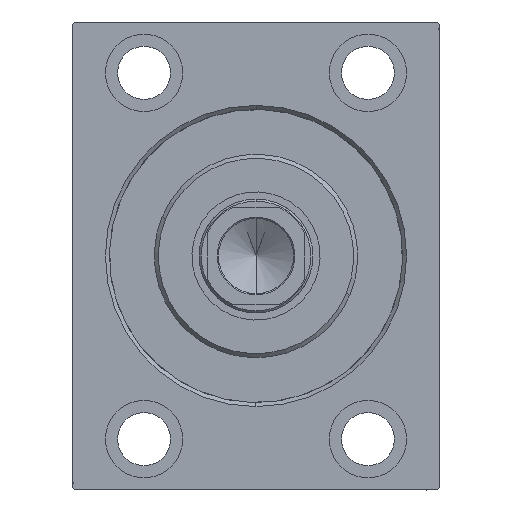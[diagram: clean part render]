
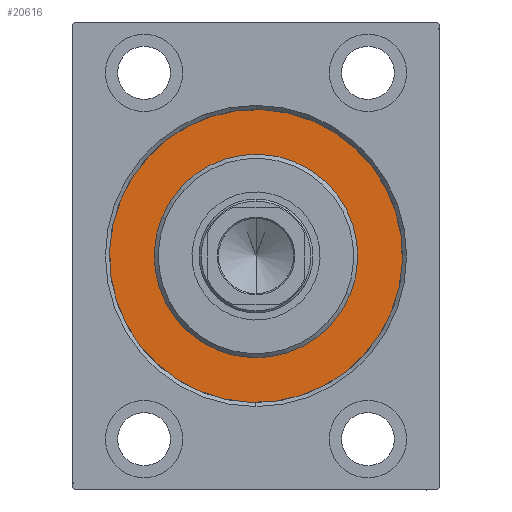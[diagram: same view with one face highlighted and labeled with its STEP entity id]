
A CAD part, left-side view. The second image highlights one B-rep face of the part: STEP entity #20616.
In plain terms, the highlighted face is planar.
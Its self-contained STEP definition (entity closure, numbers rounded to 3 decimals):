
#518 = CARTESIAN_POINT ( 'NONE',  ( 0., 0., 0. ) ) ;
#593 = FACE_BOUND ( 'NONE', #17877, .T. ) ;
#1117 = VERTEX_POINT ( 'NONE', #22954 ) ;
#1311 = AXIS2_PLACEMENT_3D ( 'NONE', #33887, #17129, #40063 ) ;
#1672 = AXIS2_PLACEMENT_3D ( 'NONE', #4571, #4785, #21551 ) ;
#2082 = DIRECTION ( 'NONE',  ( -1., 0., 0. ) ) ;
#2083 = ORIENTED_EDGE ( 'NONE', *, *, #22138, .F. ) ;
#2945 = CARTESIAN_POINT ( 'NONE',  ( 0., 0., 0. ) ) ;
#4571 = CARTESIAN_POINT ( 'NONE',  ( 0., 0., 0. ) ) ;
#4785 = DIRECTION ( 'NONE',  ( 1., 0., 0. ) ) ;
#4950 = EDGE_CURVE ( 'NONE', #10443, #1117, #28969, .T. ) ;
#10443 = VERTEX_POINT ( 'NONE', #33810 ) ;
#10657 = ORIENTED_EDGE ( 'NONE', *, *, #4950, .F. ) ;
#11406 = CARTESIAN_POINT ( 'NONE',  ( 0., 0., -25. ) ) ;
#11905 = DIRECTION ( 'NONE',  ( 0., 0., -1. ) ) ;
#12327 = DIRECTION ( 'NONE',  ( 1., 0., 0. ) ) ;
#13149 = AXIS2_PLACEMENT_3D ( 'NONE', #518, #13977, #27435 ) ;
#13167 = PLANE ( 'NONE',  #1311 ) ;
#13977 = DIRECTION ( 'NONE',  ( -1., 0., 0. ) ) ;
#14619 = EDGE_CURVE ( 'NONE', #1117, #10443, #32868, .T. ) ;
#16028 = CIRCLE ( 'NONE', #18172, 25. ) ;
#16400 = DIRECTION ( 'NONE',  ( 0., 0., 1. ) ) ;
#16571 = VERTEX_POINT ( 'NONE', #27992 ) ;
#17129 = DIRECTION ( 'NONE',  ( -1., 0., 0. ) ) ;
#17817 = EDGE_LOOP ( 'NONE', ( #10657, #36890 ) ) ;
#17877 = EDGE_LOOP ( 'NONE', ( #2083, #18041 ) ) ;
#18009 = VERTEX_POINT ( 'NONE', #11406 ) ;
#18041 = ORIENTED_EDGE ( 'NONE', *, *, #32460, .F. ) ;
#18172 = AXIS2_PLACEMENT_3D ( 'NONE', #32394, #12327, #11905 ) ;
#20616 = ADVANCED_FACE ( 'NONE', ( #593, #23768 ), #13167, .F. ) ;
#21551 = DIRECTION ( 'NONE',  ( 0., 0., -1. ) ) ;
#22138 = EDGE_CURVE ( 'NONE', #16571, #18009, #16028, .T. ) ;
#22954 = CARTESIAN_POINT ( 'NONE',  ( 0., 0., 36. ) ) ;
#23768 = FACE_OUTER_BOUND ( 'NONE', #17817, .T. ) ;
#24932 = CIRCLE ( 'NONE', #1672, 25. ) ;
#27435 = DIRECTION ( 'NONE',  ( 0., 0., 1. ) ) ;
#27992 = CARTESIAN_POINT ( 'NONE',  ( 0., 0., 25. ) ) ;
#28262 = AXIS2_PLACEMENT_3D ( 'NONE', #2945, #2082, #16400 ) ;
#28969 = CIRCLE ( 'NONE', #28262, 36. ) ;
#32394 = CARTESIAN_POINT ( 'NONE',  ( 0., 0., 0. ) ) ;
#32460 = EDGE_CURVE ( 'NONE', #18009, #16571, #24932, .T. ) ;
#32868 = CIRCLE ( 'NONE', #13149, 36. ) ;
#33810 = CARTESIAN_POINT ( 'NONE',  ( 0., 0., -36. ) ) ;
#33887 = CARTESIAN_POINT ( 'NONE',  ( 0., 0., 0. ) ) ;
#36890 = ORIENTED_EDGE ( 'NONE', *, *, #14619, .F. ) ;
#40063 = DIRECTION ( 'NONE',  ( 0., 0., 1. ) ) ;
